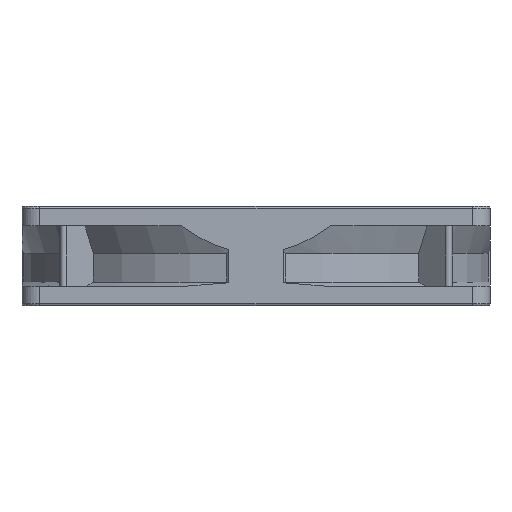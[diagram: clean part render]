
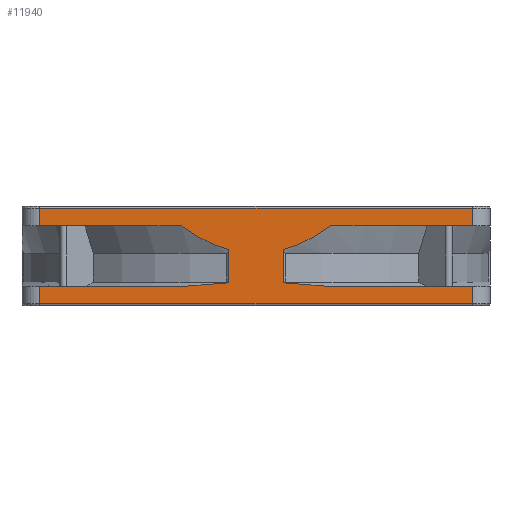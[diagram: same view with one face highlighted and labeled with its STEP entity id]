
A CAD part, front view. The second image highlights one B-rep face of the part: STEP entity #11940.
In plain terms, the highlighted planar face has unit normal (0, -1, 0).
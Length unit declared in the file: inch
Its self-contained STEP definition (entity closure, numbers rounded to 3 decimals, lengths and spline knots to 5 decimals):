
#360=DIRECTION('',(-1.,0.,0.));
#361=VECTOR('',#360,36.29063);
#362=CARTESIAN_POINT('',(-19.20937,-60.,-5.));
#363=LINE('',#362,#361);
#387=DIRECTION('',(-1.,0.,0.));
#388=VECTOR('',#387,36.29063);
#389=CARTESIAN_POINT('',(55.5,-60.,-5.));
#390=LINE('',#389,#388);
#871=DIRECTION('',(-1.,0.,0.));
#872=VECTOR('',#871,38.);
#873=CARTESIAN_POINT('',(55.5,-60.,-20.4));
#874=LINE('',#873,#872);
#999=DIRECTION('',(-1.,0.,0.));
#1000=VECTOR('',#999,38.);
#1001=CARTESIAN_POINT('',(-17.5,-60.,-20.4));
#1002=LINE('',#1001,#1000);
#1173=CARTESIAN_POINT('',(7.,-60.,-19.56278));
#1174=CARTESIAN_POINT('',(8.75192,-60.,-19.64399));
#1175=CARTESIAN_POINT('',(12.25379,-60.,-19.86656));
#1176=CARTESIAN_POINT('',(15.75175,-60.,-20.2042));
#1177=CARTESIAN_POINT('',(17.5,-60.,-20.4));
#1198=CARTESIAN_POINT('',(-17.5,-60.,-20.4));
#1199=CARTESIAN_POINT('',(-15.75154,-60.,-20.20417));
#1200=CARTESIAN_POINT('',(-12.25338,-60.,-19.86653));
#1201=CARTESIAN_POINT('',(-8.75171,-60.,-19.64398));
#1202=CARTESIAN_POINT('',(-7.,-60.,-19.56278));
#1353=CARTESIAN_POINT('',(7.,-60.,-11.05044));
#1354=CARTESIAN_POINT('',(7.94596,-60.,-10.79467));
#1355=CARTESIAN_POINT('',(9.87591,-60.,-10.17025));
#1356=CARTESIAN_POINT('',(12.87294,-60.,-8.8705));
#1357=CARTESIAN_POINT('',(15.98033,-60.,-7.17803));
#1358=CARTESIAN_POINT('',(18.12251,-60.,-5.77326));
#1359=CARTESIAN_POINT('',(19.20937,-60.,-5.));
#1368=CARTESIAN_POINT('',(-19.20937,-60.,-5.));
#1369=CARTESIAN_POINT('',(-17.76018,-60.,-6.03104));
#1370=CARTESIAN_POINT('',(-14.91568,-60.,-7.8419));
#1371=CARTESIAN_POINT('',(-10.84862,-60.,-9.82762));
#1372=CARTESIAN_POINT('',(-8.25947,-60.,-10.7099));
#1373=CARTESIAN_POINT('',(-7.,-60.,-11.05044));
#3603=DIRECTION('',(0.,0.,-1.));
#3604=VECTOR('',#3603,4.5);
#3605=CARTESIAN_POINT('',(-55.5,-60.,-20.4));
#3606=LINE('',#3605,#3604);
#3612=DIRECTION('',(0.,0.,-1.));
#3613=VECTOR('',#3612,4.5);
#3614=CARTESIAN_POINT('',(-55.5,-60.,-0.5));
#3615=LINE('',#3614,#3613);
#3616=DIRECTION('',(1.,0.,0.));
#3617=VECTOR('',#3616,111.);
#3618=CARTESIAN_POINT('',(-55.5,-60.,-24.9));
#3619=LINE('',#3618,#3617);
#3620=DIRECTION('',(0.,0.,1.));
#3621=VECTOR('',#3620,8.51234);
#3622=CARTESIAN_POINT('',(-7.,-60.,-19.56278));
#3623=LINE('',#3622,#3621);
#3624=DIRECTION('',(-1.,0.,0.));
#3625=VECTOR('',#3624,111.);
#3626=CARTESIAN_POINT('',(55.5,-60.,-0.5));
#3627=LINE('',#3626,#3625);
#3628=DIRECTION('',(0.,0.,-1.));
#3629=VECTOR('',#3628,4.5);
#3630=CARTESIAN_POINT('',(55.5,-60.,-0.5));
#3631=LINE('',#3630,#3629);
#3632=DIRECTION('',(0.,0.,-1.));
#3633=VECTOR('',#3632,4.5);
#3634=CARTESIAN_POINT('',(55.5,-60.,-20.4));
#3635=LINE('',#3634,#3633);
#3704=DIRECTION('',(0.,0.,1.));
#3705=VECTOR('',#3704,8.51234);
#3706=CARTESIAN_POINT('',(7.,-60.,-19.56278));
#3707=LINE('',#3706,#3705);
#5736=CARTESIAN_POINT('',(55.5,-60.,-20.4));
#5737=VERTEX_POINT('',#5736);
#5738=CARTESIAN_POINT('',(17.5,-60.,-20.4));
#5739=VERTEX_POINT('',#5738);
#5740=CARTESIAN_POINT('',(-17.5,-60.,-20.4));
#5741=CARTESIAN_POINT('',(-55.5,-60.,-20.4));
#5742=VERTEX_POINT('',#5740);
#5743=VERTEX_POINT('',#5741);
#5782=CARTESIAN_POINT('',(55.5,-60.,-5.));
#5783=VERTEX_POINT('',#5782);
#5784=CARTESIAN_POINT('',(19.20937,-60.,-5.));
#5785=VERTEX_POINT('',#5784);
#5786=CARTESIAN_POINT('',(-19.20937,-60.,-5.));
#5787=CARTESIAN_POINT('',(-55.5,-60.,-5.));
#5788=VERTEX_POINT('',#5786);
#5789=VERTEX_POINT('',#5787);
#5892=CARTESIAN_POINT('',(-7.,-60.,-19.56278));
#5893=CARTESIAN_POINT('',(-7.,-60.,-11.05044));
#5894=VERTEX_POINT('',#5892);
#5895=VERTEX_POINT('',#5893);
#5896=CARTESIAN_POINT('',(7.,-60.,-19.56278));
#5897=CARTESIAN_POINT('',(7.,-60.,-11.05044));
#5898=VERTEX_POINT('',#5896);
#5899=VERTEX_POINT('',#5897);
#6457=CARTESIAN_POINT('',(55.5,-60.,-24.9));
#6458=VERTEX_POINT('',#6457);
#6461=CARTESIAN_POINT('',(-55.5,-60.,-24.9));
#6462=VERTEX_POINT('',#6461);
#6477=CARTESIAN_POINT('',(-55.5,-60.,-0.5));
#6478=VERTEX_POINT('',#6477);
#6481=CARTESIAN_POINT('',(55.5,-60.,-0.5));
#6482=VERTEX_POINT('',#6481);
#11911=CARTESIAN_POINT('',(55.5,-60.,0.));
#11912=DIRECTION('',(0.,1.,0.));
#11913=DIRECTION('',(-1.,0.,0.));
#11914=AXIS2_PLACEMENT_3D('',#11911,#11912,#11913);
#11915=PLANE('',#11914);
#11917=ORIENTED_EDGE('',*,*,#11916,.F.);
#11918=ORIENTED_EDGE('',*,*,#11892,.F.);
#11919=ORIENTED_EDGE('',*,*,#8114,.F.);
#11920=ORIENTED_EDGE('',*,*,#8375,.T.);
#11922=ORIENTED_EDGE('',*,*,#11921,.T.);
#11923=ORIENTED_EDGE('',*,*,#8543,.F.);
#11924=ORIENTED_EDGE('',*,*,#7600,.T.);
#11925=ORIENTED_EDGE('',*,*,#11904,.F.);
#11927=ORIENTED_EDGE('',*,*,#11926,.F.);
#11929=ORIENTED_EDGE('',*,*,#11928,.T.);
#11930=ORIENTED_EDGE('',*,*,#7626,.T.);
#11931=ORIENTED_EDGE('',*,*,#8529,.F.);
#11933=ORIENTED_EDGE('',*,*,#11932,.F.);
#11934=ORIENTED_EDGE('',*,*,#8355,.T.);
#11935=ORIENTED_EDGE('',*,*,#8016,.F.);
#11937=ORIENTED_EDGE('',*,*,#11936,.T.);
#11938=EDGE_LOOP('',(#11917,#11918,#11919,#11920,#11922,#11923,#11924,#11925,
#11927,#11929,#11930,#11931,#11933,#11934,#11935,#11937));
#11939=FACE_OUTER_BOUND('',#11938,.F.);
#11940=ADVANCED_FACE('',(#11939),#11915,.F.);
#1178=B_SPLINE_CURVE_WITH_KNOTS('',3,(#1173,#1174,#1175,#1176,#1177),
.UNSPECIFIED.,.F.,.F.,(4,1,4),(0.,0.5,1.),.UNSPECIFIED.);
#1203=B_SPLINE_CURVE_WITH_KNOTS('',3,(#1198,#1199,#1200,#1201,#1202),
.UNSPECIFIED.,.F.,.F.,(4,1,4),(0.,0.5,1.),.UNSPECIFIED.);
#1360=B_SPLINE_CURVE_WITH_KNOTS('',3,(#1353,#1354,#1355,#1356,#1357,#1358,
#1359),.UNSPECIFIED.,.F.,.F.,(4,1,1,1,4),(0.,0.25,0.5,0.75,1.),
.UNSPECIFIED.);
#1374=B_SPLINE_CURVE_WITH_KNOTS('',3,(#1368,#1369,#1370,#1371,#1372,#1373),
.UNSPECIFIED.,.F.,.F.,(4,1,1,4),(0.,0.33333,0.66667,1.),
.UNSPECIFIED.);
#7600=EDGE_CURVE('',#5788,#5789,#363,.T.);
#7626=EDGE_CURVE('',#5783,#5785,#390,.T.);
#8016=EDGE_CURVE('',#5737,#5739,#874,.T.);
#8114=EDGE_CURVE('',#5742,#5743,#1002,.T.);
#8355=EDGE_CURVE('',#5898,#5739,#1178,.T.);
#8375=EDGE_CURVE('',#5742,#5894,#1203,.T.);
#8529=EDGE_CURVE('',#5899,#5785,#1360,.T.);
#8543=EDGE_CURVE('',#5788,#5895,#1374,.T.);
#11892=EDGE_CURVE('',#5743,#6462,#3606,.T.);
#11904=EDGE_CURVE('',#6478,#5789,#3615,.T.);
#11916=EDGE_CURVE('',#6462,#6458,#3619,.T.);
#11921=EDGE_CURVE('',#5894,#5895,#3623,.T.);
#11926=EDGE_CURVE('',#6482,#6478,#3627,.T.);
#11928=EDGE_CURVE('',#6482,#5783,#3631,.T.);
#11932=EDGE_CURVE('',#5898,#5899,#3707,.T.);
#11936=EDGE_CURVE('',#5737,#6458,#3635,.T.);
